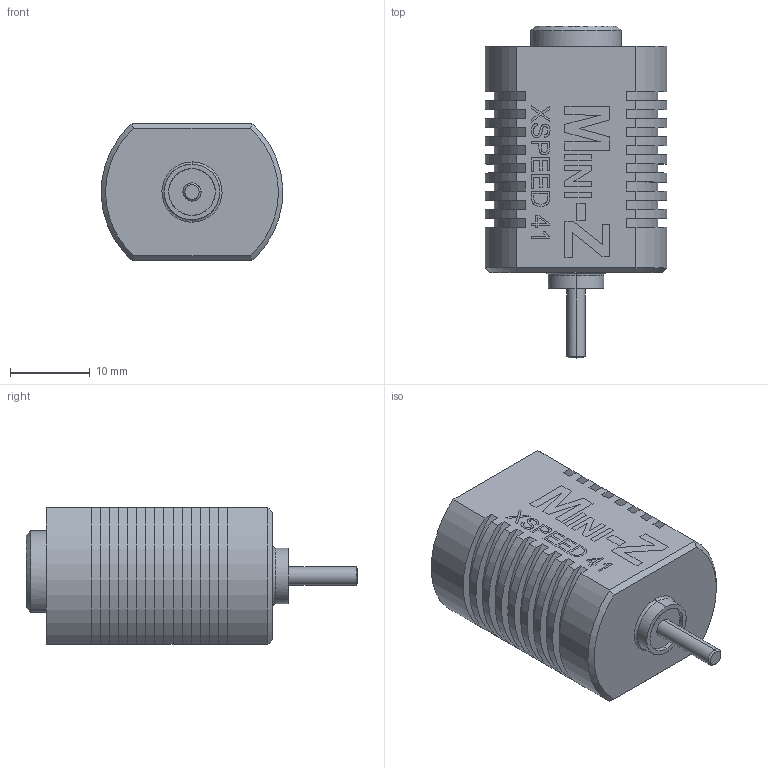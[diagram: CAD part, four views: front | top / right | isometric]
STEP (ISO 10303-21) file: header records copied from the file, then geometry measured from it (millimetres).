
FILE_DESCRIPTION(('FreeCAD Model'),'2;1');
FILE_NAME('Open CASCADE Shape Model','2025-05-02T08:59:38',('FreeCAD'),( 'FreeCAD'),'Open CASCADE STEP processor 7.6','FreeCAD','Unknown');
FILE_SCHEMA(('AUTOMOTIVE_DESIGN { 1 0 10303 214 1 1 1 1 }'));
Length unit declared in the file: millimetre
Products named in the file (1): Open CASCADE STEP translator 7.6 1
Bounding box: 22.7 x 41.49 x 17.08 mm (x, y, z)
Volume: 209.5 mm3; surface area: 4145.6 mm2
Topology: 2 solids, 112 shells, 133 faces, 713 edges, 685 vertices
Faces by surface type: bspline 133
Entity records: 7082 total; most frequent: CARTESIAN_POINT 3724, ORIENTED_EDGE 765, EDGE_CURVE 713, VERTEX_POINT 685, B_SPLINE_CURVE_WITH_KNOTS 469, FACE_BOUND 143, EDGE_LOOP 143, ADVANCED_FACE 133
